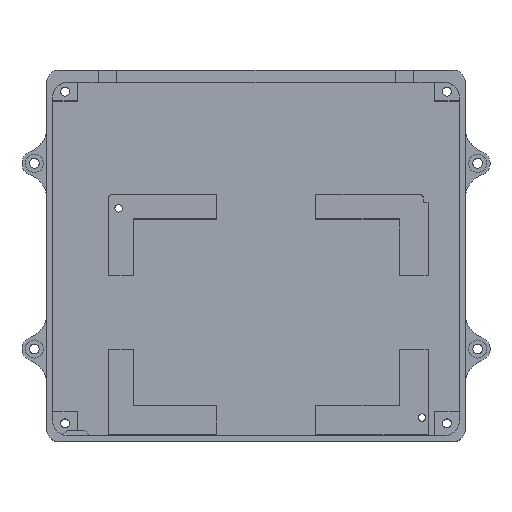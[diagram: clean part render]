
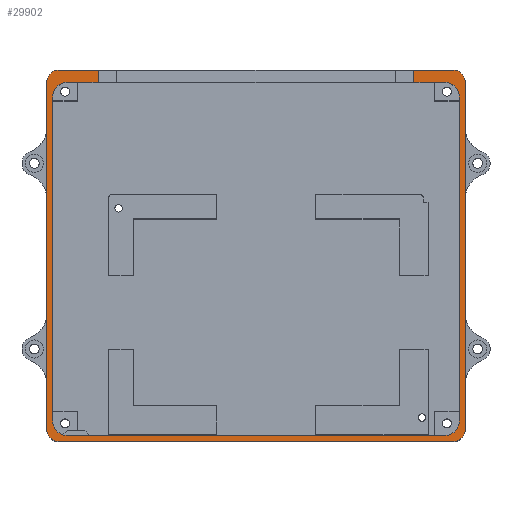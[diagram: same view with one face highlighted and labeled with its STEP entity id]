
A CAD part, top view. The second image highlights one B-rep face of the part: STEP entity #29902.
In plain terms, the highlighted planar face has unit normal (0, 0, 1).
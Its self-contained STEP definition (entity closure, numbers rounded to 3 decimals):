
#1843=CIRCLE('',#31525,6.);
#1844=CIRCLE('',#31526,6.);
#1845=CIRCLE('',#31527,6.);
#1846=CIRCLE('',#31528,6.);
#1847=CIRCLE('',#31529,5.);
#1848=CIRCLE('',#31530,5.);
#1849=CIRCLE('',#31531,5.);
#1850=CIRCLE('',#31532,5.);
#1970=FACE_OUTER_BOUND('',#3598,.T.);
#3598=EDGE_LOOP('',(#20121,#20122,#20123,#20124,#20125,#20126,#20127,#20128,
#20129,#20130,#20131,#20132,#20133,#20134,#20135,#20136,#20137,#20138,#20139,
#20140));
#5405=LINE('',#38639,#8824);
#5450=LINE('',#38749,#8869);
#5467=LINE('',#38785,#8886);
#5470=LINE('',#38790,#8889);
#5474=LINE('',#38797,#8893);
#5561=LINE('',#39547,#8980);
#5562=LINE('',#39551,#8981);
#5563=LINE('',#39556,#8982);
#5564=LINE('',#39559,#8983);
#5565=LINE('',#39563,#8984);
#5566=LINE('',#39567,#8985);
#5567=LINE('',#39571,#8986);
#8824=VECTOR('',#32734,10.);
#8869=VECTOR('',#32823,10.);
#8886=VECTOR('',#32850,10.);
#8889=VECTOR('',#32855,10.);
#8893=VECTOR('',#32859,10.);
#8980=VECTOR('',#32990,10.);
#8981=VECTOR('',#32993,10.);
#8982=VECTOR('',#32998,10.);
#8983=VECTOR('',#33001,10.);
#8984=VECTOR('',#33004,10.);
#8985=VECTOR('',#33007,10.);
#8986=VECTOR('',#33010,10.);
#12247=VERTEX_POINT('',#38636);
#12248=VERTEX_POINT('',#38638);
#12290=VERTEX_POINT('',#38747);
#12291=VERTEX_POINT('',#38748);
#12304=VERTEX_POINT('',#38783);
#12305=VERTEX_POINT('',#38784);
#12306=VERTEX_POINT('',#38789);
#12309=VERTEX_POINT('',#38795);
#12505=VERTEX_POINT('',#39546);
#12506=VERTEX_POINT('',#39548);
#12507=VERTEX_POINT('',#39550);
#12508=VERTEX_POINT('',#39553);
#12509=VERTEX_POINT('',#39555);
#12510=VERTEX_POINT('',#39557);
#12511=VERTEX_POINT('',#39560);
#12512=VERTEX_POINT('',#39562);
#12513=VERTEX_POINT('',#39564);
#12514=VERTEX_POINT('',#39566);
#12515=VERTEX_POINT('',#39568);
#12516=VERTEX_POINT('',#39570);
#15269=EDGE_CURVE('',#12248,#12247,#5405,.T.);
#15324=EDGE_CURVE('',#12290,#12291,#5450,.T.);
#15341=EDGE_CURVE('',#12304,#12305,#5467,.T.);
#15344=EDGE_CURVE('',#12306,#12290,#5470,.T.);
#15348=EDGE_CURVE('',#12305,#12309,#5474,.T.);
#15545=EDGE_CURVE('',#12505,#12291,#5561,.T.);
#15546=EDGE_CURVE('',#12506,#12505,#1843,.T.);
#15547=EDGE_CURVE('',#12506,#12507,#5562,.T.);
#15548=EDGE_CURVE('',#12248,#12507,#1844,.T.);
#15549=EDGE_CURVE('',#12508,#12247,#1845,.T.);
#15550=EDGE_CURVE('',#12508,#12509,#5563,.T.);
#15551=EDGE_CURVE('',#12510,#12509,#1846,.T.);
#15552=EDGE_CURVE('',#12304,#12510,#5564,.T.);
#15553=EDGE_CURVE('',#12511,#12309,#1847,.T.);
#15554=EDGE_CURVE('',#12511,#12512,#5565,.T.);
#15555=EDGE_CURVE('',#12513,#12512,#1848,.T.);
#15556=EDGE_CURVE('',#12513,#12514,#5566,.T.);
#15557=EDGE_CURVE('',#12515,#12514,#1849,.T.);
#15558=EDGE_CURVE('',#12515,#12516,#5567,.T.);
#15559=EDGE_CURVE('',#12306,#12516,#1850,.T.);
#20121=ORIENTED_EDGE('',*,*,#15324,.T.);
#20122=ORIENTED_EDGE('',*,*,#15545,.F.);
#20123=ORIENTED_EDGE('',*,*,#15546,.F.);
#20124=ORIENTED_EDGE('',*,*,#15547,.T.);
#20125=ORIENTED_EDGE('',*,*,#15548,.F.);
#20126=ORIENTED_EDGE('',*,*,#15269,.T.);
#20127=ORIENTED_EDGE('',*,*,#15549,.F.);
#20128=ORIENTED_EDGE('',*,*,#15550,.T.);
#20129=ORIENTED_EDGE('',*,*,#15551,.F.);
#20130=ORIENTED_EDGE('',*,*,#15552,.F.);
#20131=ORIENTED_EDGE('',*,*,#15341,.T.);
#20132=ORIENTED_EDGE('',*,*,#15348,.T.);
#20133=ORIENTED_EDGE('',*,*,#15553,.F.);
#20134=ORIENTED_EDGE('',*,*,#15554,.T.);
#20135=ORIENTED_EDGE('',*,*,#15555,.F.);
#20136=ORIENTED_EDGE('',*,*,#15556,.T.);
#20137=ORIENTED_EDGE('',*,*,#15557,.F.);
#20138=ORIENTED_EDGE('',*,*,#15558,.T.);
#20139=ORIENTED_EDGE('',*,*,#15559,.F.);
#20140=ORIENTED_EDGE('',*,*,#15344,.T.);
#28865=PLANE('',#31524);
#29902=ADVANCED_FACE('',(#1970),#28865,.T.);
#31524=AXIS2_PLACEMENT_3D('',#39545,#32988,#32989);
#31525=AXIS2_PLACEMENT_3D('',#39549,#32991,#32992);
#31526=AXIS2_PLACEMENT_3D('',#39552,#32994,#32995);
#31527=AXIS2_PLACEMENT_3D('',#39554,#32996,#32997);
#31528=AXIS2_PLACEMENT_3D('',#39558,#32999,#33000);
#31529=AXIS2_PLACEMENT_3D('',#39561,#33002,#33003);
#31530=AXIS2_PLACEMENT_3D('',#39565,#33005,#33006);
#31531=AXIS2_PLACEMENT_3D('',#39569,#33008,#33009);
#31532=AXIS2_PLACEMENT_3D('',#39572,#33011,#33012);
#32734=DIRECTION('',(-1.,0.,0.));
#32823=DIRECTION('',(0.,-1.,0.));
#32850=DIRECTION('',(0.,1.,0.));
#32855=DIRECTION('',(-1.,0.,0.));
#32859=DIRECTION('',(-1.,0.,0.));
#32988=DIRECTION('center_axis',(0.,0.,1.));
#32989=DIRECTION('ref_axis',(1.,0.,0.));
#32990=DIRECTION('',(-1.,0.,0.));
#32991=DIRECTION('center_axis',(0.,0.,1.));
#32992=DIRECTION('ref_axis',(0.707,0.707,0.));
#32993=DIRECTION('',(0.,-1.,0.));
#32994=DIRECTION('center_axis',(0.,0.,1.));
#32995=DIRECTION('ref_axis',(0.707,-0.707,0.));
#32996=DIRECTION('center_axis',(0.,0.,1.));
#32997=DIRECTION('ref_axis',(-0.707,-0.707,0.));
#32998=DIRECTION('',(0.,1.,0.));
#32999=DIRECTION('center_axis',(0.,0.,1.));
#33000=DIRECTION('ref_axis',(-0.707,0.707,0.));
#33001=DIRECTION('',(-1.,0.,0.));
#33002=DIRECTION('center_axis',(0.,0.,-1.));
#33003=DIRECTION('ref_axis',(-0.707,0.707,0.));
#33004=DIRECTION('',(0.,-1.,0.));
#33005=DIRECTION('center_axis',(0.,0.,-1.));
#33006=DIRECTION('ref_axis',(-0.707,-0.707,0.));
#33007=DIRECTION('',(1.,0.,0.));
#33008=DIRECTION('center_axis',(0.,0.,-1.));
#33009=DIRECTION('ref_axis',(0.707,-0.707,0.));
#33010=DIRECTION('',(0.,1.,0.));
#33011=DIRECTION('center_axis',(0.,0.,-1.));
#33012=DIRECTION('ref_axis',(0.707,0.707,0.));
#38636=CARTESIAN_POINT('',(-80.25,-49.95,75.));
#38638=CARTESIAN_POINT('',(71.95,-49.95,75.));
#38639=CARTESIAN_POINT('',(-86.25,-49.95,75.));
#38747=CARTESIAN_POINT('',(59.6,97.65,75.));
#38748=CARTESIAN_POINT('',(59.6,92.75,75.));
#38749=CARTESIAN_POINT('',(59.6,60.15,75.));
#38783=CARTESIAN_POINT('',(-67.9,92.75,75.));
#38784=CARTESIAN_POINT('',(-67.9,97.65,75.));
#38785=CARTESIAN_POINT('',(-67.9,60.15,75.));
#38789=CARTESIAN_POINT('',(75.35,97.65,75.));
#38790=CARTESIAN_POINT('',(80.35,97.65,75.));
#38795=CARTESIAN_POINT('',(-83.65,97.65,75.));
#38797=CARTESIAN_POINT('',(80.35,97.65,75.));
#39545=CARTESIAN_POINT('Origin',(-4.15,22.65,75.));
#39546=CARTESIAN_POINT('',(71.95,92.75,75.));
#39547=CARTESIAN_POINT('',(77.95,92.75,75.));
#39548=CARTESIAN_POINT('',(77.95,86.75,75.));
#39549=CARTESIAN_POINT('Origin',(71.95,86.75,75.));
#39550=CARTESIAN_POINT('',(77.95,-43.95,75.));
#39551=CARTESIAN_POINT('',(77.95,-49.95,75.));
#39552=CARTESIAN_POINT('Origin',(71.95,-43.95,75.));
#39553=CARTESIAN_POINT('',(-86.25,-43.95,75.));
#39554=CARTESIAN_POINT('Origin',(-80.25,-43.95,75.));
#39555=CARTESIAN_POINT('',(-86.25,86.75,75.));
#39556=CARTESIAN_POINT('',(-86.25,95.25,75.));
#39557=CARTESIAN_POINT('',(-80.25,92.75,75.));
#39558=CARTESIAN_POINT('Origin',(-80.25,86.75,75.));
#39559=CARTESIAN_POINT('',(77.95,92.75,75.));
#39560=CARTESIAN_POINT('',(-88.65,92.65,75.));
#39561=CARTESIAN_POINT('Origin',(-83.65,92.65,75.));
#39562=CARTESIAN_POINT('',(-88.65,-47.35,75.));
#39563=CARTESIAN_POINT('',(-88.65,97.65,75.));
#39564=CARTESIAN_POINT('',(-83.65,-52.35,75.));
#39565=CARTESIAN_POINT('Origin',(-83.65,-47.35,75.));
#39566=CARTESIAN_POINT('',(75.35,-52.35,75.));
#39567=CARTESIAN_POINT('',(-88.65,-52.35,75.));
#39568=CARTESIAN_POINT('',(80.35,-47.35,75.));
#39569=CARTESIAN_POINT('Origin',(75.35,-47.35,75.));
#39570=CARTESIAN_POINT('',(80.35,92.65,75.));
#39571=CARTESIAN_POINT('',(80.35,-52.35,75.));
#39572=CARTESIAN_POINT('Origin',(75.35,92.65,75.));
